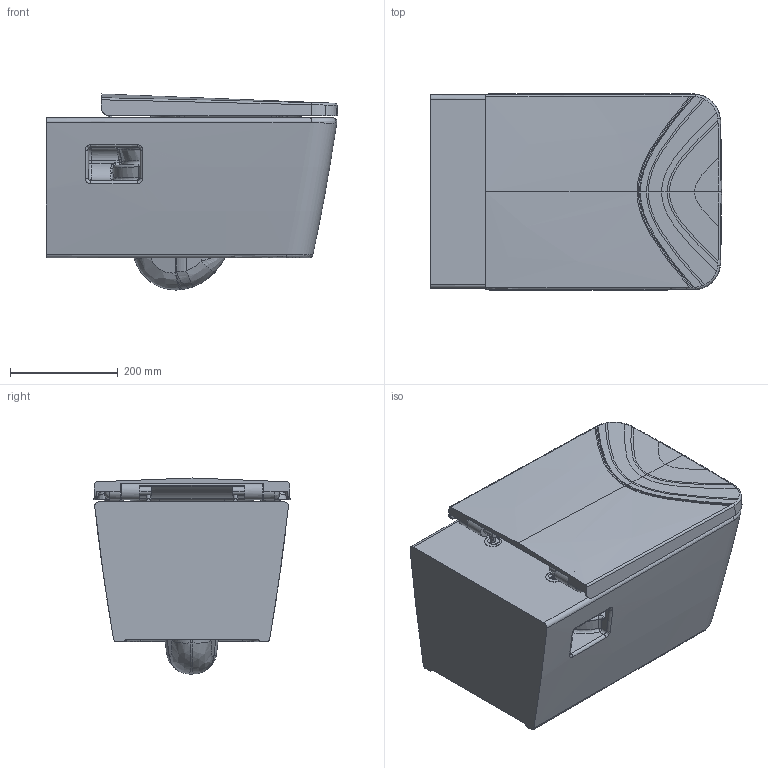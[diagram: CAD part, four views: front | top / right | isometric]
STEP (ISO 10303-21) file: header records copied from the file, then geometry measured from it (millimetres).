
FILE_DESCRIPTION(('CATIA V6 STEP','CAx-IF Rec.Pracs.--- Model Styling and Organization---1.5--- 2016-08-15','CAx-IF Rec.Pracs.---Supplemental Geometry---1.0---2011-11-01','CAx-IF Rec.Pracs.--- Composite Materials ---3.4---2017-06-13','CAx-IF Rec.Pracs.---Tessellated 3D Geometry---1.0---2015-12-17'),'2;1');
FILE_NAME('prd-HG-00520505.stp','2023-10-06T10:52:16+00:00',('none'),('none'),'3DEXPERIENCE Platform3DEXPERIENCE R2021x HotFix 8','3DEXPERIENCE Platform STEP AP242 v2','none');
FILE_SCHEMA(('AP242_MANAGED_MODEL_BASED_3D_ENGINEERING_MIM_LF {1 0 10303 442 1 1 4}'));
Products named in the file (15): P-2_HG_EluPura_Orig_Q_WWC_S_SPR_Sit_Sc; P-2_HG_EluPura_Or_Q_WWC_540_o_SPR; P-2_HG_CapeTide_Q_WC_Sitz_m_Bef_o_EGY; P-2_WC_Sitz_eckig; P-2_WC_Cover_Square_Good_High_CEREMEA; P-2_WC_Seat_Square_Good_High_CEREMEA; P-2_Gummi-Puffer_GoodHigh; P-2_Gummipuffer_Deckel; P-2_Soft_closing_hinge; P-2_Befestigung_WC_Sitz; P-2_Befestigungsachse; P-2_Unterlegscheibe_Metall; P-2_Unterlegscheibe_Gummi; P-2_Gewindestift; P-2_Befestigung_WC_Sitz_1
Assembly tree (19 placements, depth 5):
  P-2_HG_EluPura_Orig_Q_WWC_S_SPR_Sit_Sc
    P-2_HG_EluPura_Or_Q_WWC_540_o_SPR
    P-2_HG_CapeTide_Q_WC_Sitz_m_Bef_o_EGY
      P-2_WC_Sitz_eckig
        P-2_WC_Cover_Square_Good_High_CEREMEA
        P-2_WC_Seat_Square_Good_High_CEREMEA
      P-2_Gummi-Puffer_GoodHigh  x4
      P-2_Gummipuffer_Deckel  x2
      P-2_Soft_closing_hinge
        P-2_Befestigung_WC_Sitz  x2
          P-2_Befestigungsachse
          P-2_Unterlegscheibe_Metall
          P-2_Unterlegscheibe_Gummi
          P-2_Gewindestift
          P-2_Befestigung_WC_Sitz_1
Bounding box: 541.32 x 364.75 x 364.5 mm (x, y, z)
Volume: 30917783.4 mm3; surface area: 1687262.8 mm2
Topology: 19 solids, 19 shells, 1093 faces, 3596 edges, 2533 vertices
Faces by surface type: bspline 600, cylinder 186, plane 167, torus 90, sphere 25, cone 21, extrusion 4
Entity records: 136622 total; most frequent: CARTESIAN_POINT 115520, ORIENTED_EDGE 6556, EDGE_CURVE 3278, VERTEX_POINT 2339, B_SPLINE_CURVE_WITH_KNOTS 1838, DIRECTION 1432, EDGE_LOOP 997, ADVANCED_FACE 977
